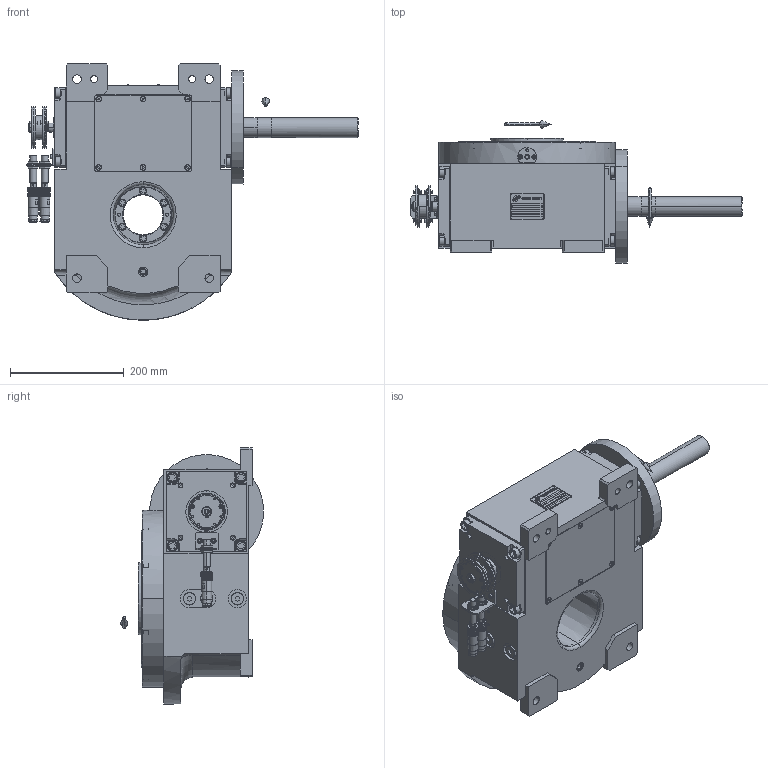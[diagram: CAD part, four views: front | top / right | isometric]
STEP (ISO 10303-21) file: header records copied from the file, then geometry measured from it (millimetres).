
FILE_DESCRIPTION (( 'STEP AP203' ), '1' );
FILE_NAME ('PC5201822.step', '2026-02-09T13:04:45', ( '' ), ( '' ), 'SwSTEP 2.0', 'SolidWorks 2020', '' );
FILE_SCHEMA (( 'CONFIG_CONTROL_DESIGN' ));
Length unit declared in the file: millimetre
Products named in the file (95): CFN2223_02_003.stp; cfn2003_01_054; cfn2000_01_099; cfn2107_01_001; rig09_004; cfn2115_02_194; CFN2000_01_185.stp; freccia_angolare; cfn2000_01_126; cfn2070_05_009; 900_38_30_003; CFN2223_02_004.stp; rig09_017; AS_rig09_002_s_022; cfn2000_01_081; cfn2155_01_196; 900_38_10_028; AS_rig09_071_8_m; AS_rig09_004; AS_cfn2400_04_024; 900_00_00_005; rig09_010_s_006; cfn2151_01_167; cfn2115_02_057; PC5201822; cfn2000_01_184; AS_900_00_00_005; AS_rig09_010_s_006; CFN2356_03_053.stp; CFN2010_01_020.stp; cfn2128_04_002; rig09_016; cfn2001_02_002; RIG09_005_ASM.stp; cfn2400_04_024; CFN2155_01_195.stp; cfn2055_01_002; RIG09_005_AF0.stp; cfn2077_01_036; cfn2000_01_161 ...
Assembly tree (90 placements, depth 5):
  CFN2223_02_003.stp
  CFN2223_02_004.stp
  cfn2151_01_167
  cfn2115_02_057
  PC5201822
    rig09_001_a_s_011
    AS_cfn2476_01_002_60x46
      cfn2476_01_002_60x46
      cfn2107_01_001
      cfn2107_01_001
    AS_rig09_071_8_m
      rig09_071_8_m.stp
        RIG09_005_ASM.stp
          RIG09_005_AF0.stp
          RIG09_021_AF0.stp
          CFN2000_01_185.stp
          CFN2000_01_185.stp
          CFN2104_02_018.stp
        CFN2155_01_195.stp
        CFN2010_02_002.stp
      rig09_003_8
      cfn2000_01_099
      cfn2000_01_099
      cfn2000_01_099
      cfn2000_01_099
      cfn2000_01_099
      cfn2000_01_099
      cfn2000_01_099
      cfn2000_01_099
      cfn2104_01_018  x2
    AS_rig09_017
      rig09_017
      cfn2000_01_126
      cfn2000_01_126
      cfn2000_01_126
      cfn2000_01_126
      cfn2000_01_126
      cfn2000_01_126
      cfn2155_01_196
    AS_rig09_004
      rig09_004
      cfn2000_01_081
      cfn2155_01_095
      cfn2070_05_009
      cfn2000_01_081
      cfn2000_01_081
      cfn2000_01_081
    AS_rig09_004
      rig09_004
      cfn2000_01_081
      cfn2155_01_095
      cfn2070_05_009
      cfn2000_01_081
      cfn2000_01_081
      cfn2000_01_081
    AS_rig09_002_s_022
      rig09_002_s_022
    AS_rig09_010_s_006
      rig09_010_s_006
      cfn2001_02_002  x4
Bounding box: 582.5 x 250.62 x 450 mm (x, y, z)
Volume: 5540015.4 mm3; surface area: 1386066.7 mm2
Topology: 77 solids, 77 shells, 4641 faces, 11723 edges, 7436 vertices
Faces by surface type: plane 2204, cylinder 1568, cone 816, torus 47, sphere 4, bspline 2
Entity records: 118791 total; most frequent: CARTESIAN_POINT 25194, DIRECTION 17601, ORIENTED_EDGE 17222, EDGE_CURVE 8611, AXIS2_PLACEMENT_3D 6328, VERTEX_POINT 5526, LINE 4945, VECTOR 4945
